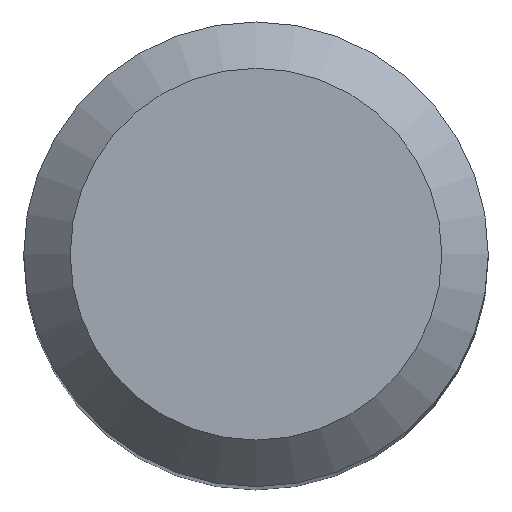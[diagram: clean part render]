
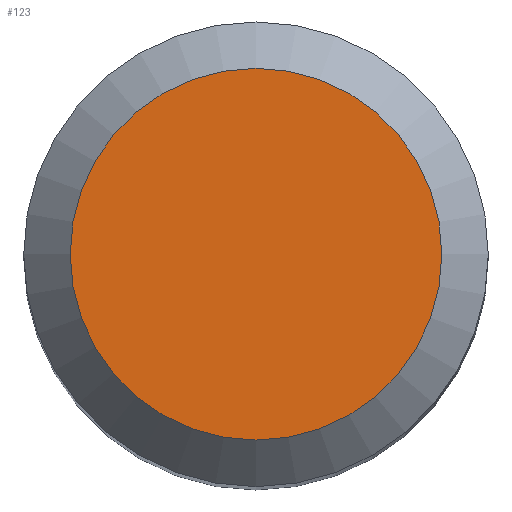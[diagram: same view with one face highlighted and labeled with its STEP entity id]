
A CAD part, top view. The second image highlights one B-rep face of the part: STEP entity #123.
In plain terms, the highlighted planar face has unit normal (0, 0, 1).
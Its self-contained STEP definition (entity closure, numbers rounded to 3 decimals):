
#1 = EDGE_LOOP ( 'NONE', ( #152 ) ) ;
#45 = DIRECTION ( 'NONE',  ( 0., 0., -1. ) ) ;
#51 = CIRCLE ( 'NONE', #252, 1.6 ) ;
#82 = CARTESIAN_POINT ( 'NONE',  ( 0., 0., 25. ) ) ;
#109 = DIRECTION ( 'NONE',  ( 0., 0., -1. ) ) ;
#123 = ADVANCED_FACE ( 'NONE', ( #131 ), #223, .F. ) ;
#129 = CARTESIAN_POINT ( 'NONE',  ( 0., 1.6, 25. ) ) ;
#131 = FACE_OUTER_BOUND ( 'NONE', #1, .T. ) ;
#152 = ORIENTED_EDGE ( 'NONE', *, *, #263, .F. ) ;
#156 = DIRECTION ( 'NONE',  ( 0., 1., 0. ) ) ;
#219 = AXIS2_PLACEMENT_3D ( 'NONE', #82, #109, #156 ) ;
#223 = PLANE ( 'NONE',  #219 ) ;
#249 = CARTESIAN_POINT ( 'NONE',  ( 0., 0., 25. ) ) ;
#252 = AXIS2_PLACEMENT_3D ( 'NONE', #249, #45, #301 ) ;
#263 = EDGE_CURVE ( 'NONE', #277, #277, #51, .T. ) ;
#277 = VERTEX_POINT ( 'NONE', #129 ) ;
#301 = DIRECTION ( 'NONE',  ( 0., 1., 0. ) ) ;
